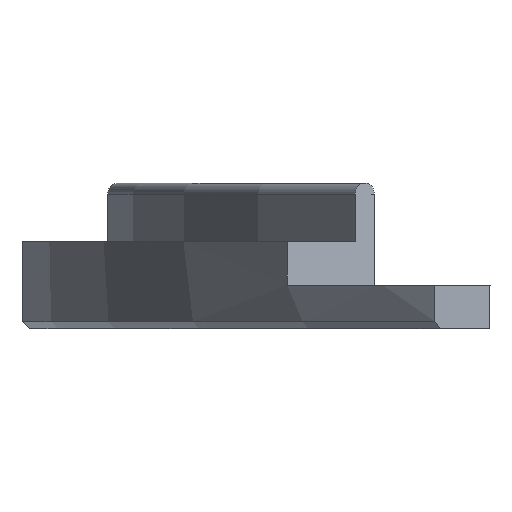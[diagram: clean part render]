
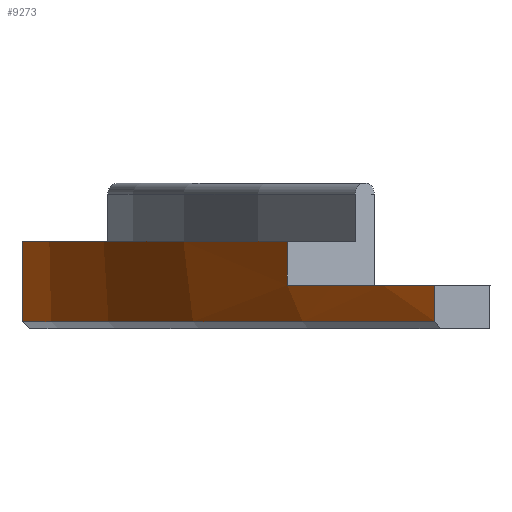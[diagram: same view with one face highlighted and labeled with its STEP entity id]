
A CAD part, left-side view. The second image highlights one B-rep face of the part: STEP entity #9273.
In plain terms, the highlighted cylindrical face has radius 180 mm (diameter 360 mm), a partial arc.
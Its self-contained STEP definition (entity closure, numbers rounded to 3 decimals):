
#45 = DIRECTION ( 'NONE',  ( 0., -1., 0. ) ) ;
#61 = CARTESIAN_POINT ( 'NONE',  ( 131.519, -22.779, 138.672 ) ) ;
#105 = CARTESIAN_POINT ( 'NONE',  ( 0., -145.672, 138.672 ) ) ;
#447 = CIRCLE ( 'NONE', #10938, 180. ) ;
#748 = DIRECTION ( 'NONE',  ( 0., 0., -1. ) ) ;
#849 = CARTESIAN_POINT ( 'NONE',  ( 0., -145.672, 143.672 ) ) ;
#965 = VERTEX_POINT ( 'NONE', #10913 ) ;
#1288 = CARTESIAN_POINT ( 'NONE',  ( 0., -145.672, 149.672 ) ) ;
#1374 = CARTESIAN_POINT ( 'NONE',  ( 0., -145.672, 137.672 ) ) ;
#1549 = ORIENTED_EDGE ( 'NONE', *, *, #1794, .F. ) ;
#1573 = EDGE_CURVE ( 'NONE', #10650, #10844, #9884, .T. ) ;
#1773 = VERTEX_POINT ( 'NONE', #9291 ) ;
#1794 = EDGE_CURVE ( 'NONE', #965, #10844, #7579, .T. ) ;
#2318 = DIRECTION ( 'NONE',  ( 0., 0., -1. ) ) ;
#2408 = DIRECTION ( 'NONE',  ( 0., -1., 0. ) ) ;
#3117 = AXIS2_PLACEMENT_3D ( 'NONE', #6652, #9586, #45 ) ;
#3238 = AXIS2_PLACEMENT_3D ( 'NONE', #1374, #5969, #2408 ) ;
#3312 = CIRCLE ( 'NONE', #3117, 180. ) ;
#3335 = CYLINDRICAL_SURFACE ( 'NONE', #3238, 180. ) ;
#3389 = CARTESIAN_POINT ( 'NONE',  ( -131.519, -22.779, 143.672 ) ) ;
#3461 = ORIENTED_EDGE ( 'NONE', *, *, #11858, .F. ) ;
#3579 = EDGE_LOOP ( 'NONE', ( #6123, #9983, #5110, #3461, #11707, #1549, #10559, #3706 ) ) ;
#3595 = CIRCLE ( 'NONE', #4376, 180. ) ;
#3661 = DIRECTION ( 'NONE',  ( 0., 0., 1. ) ) ;
#3706 = ORIENTED_EDGE ( 'NONE', *, *, #8598, .T. ) ;
#3746 = EDGE_CURVE ( 'NONE', #6900, #1773, #447, .T. ) ;
#4000 = VERTEX_POINT ( 'NONE', #4381 ) ;
#4159 = DIRECTION ( 'NONE',  ( 0., 1., 0. ) ) ;
#4290 = CARTESIAN_POINT ( 'NONE',  ( -131.519, -22.779, 157.672 ) ) ;
#4376 = AXIS2_PLACEMENT_3D ( 'NONE', #1288, #11686, #4159 ) ;
#4381 = CARTESIAN_POINT ( 'NONE',  ( 109.121, -2.519, 149.672 ) ) ;
#4824 = DIRECTION ( 'NONE',  ( 0., 1., 0. ) ) ;
#4941 = EDGE_CURVE ( 'NONE', #965, #4000, #3595, .T. ) ;
#5110 = ORIENTED_EDGE ( 'NONE', *, *, #3746, .T. ) ;
#5413 = CARTESIAN_POINT ( 'NONE',  ( 131.519, -22.779, 157.672 ) ) ;
#5632 = CARTESIAN_POINT ( 'NONE',  ( -109.121, -2.519, 149.672 ) ) ;
#5765 = CARTESIAN_POINT ( 'NONE',  ( 109.121, -2.519, 143.672 ) ) ;
#5789 = CARTESIAN_POINT ( 'NONE',  ( 131.519, -22.779, 143.672 ) ) ;
#5969 = DIRECTION ( 'NONE',  ( 0., 0., 1. ) ) ;
#6123 = ORIENTED_EDGE ( 'NONE', *, *, #6124, .F. ) ;
#6124 = EDGE_CURVE ( 'NONE', #8281, #6814, #3312, .T. ) ;
#6127 = LINE ( 'NONE', #4290, #10483 ) ;
#6182 = AXIS2_PLACEMENT_3D ( 'NONE', #849, #9968, #7098 ) ;
#6652 = CARTESIAN_POINT ( 'NONE',  ( 0., -145.672, 143.672 ) ) ;
#6727 = CARTESIAN_POINT ( 'NONE',  ( -109.121, -2.519, 143.672 ) ) ;
#6814 = VERTEX_POINT ( 'NONE', #5765 ) ;
#6900 = VERTEX_POINT ( 'NONE', #61 ) ;
#6960 = VECTOR ( 'NONE', #748, 1000. ) ;
#7027 = CARTESIAN_POINT ( 'NONE',  ( 109.121, -2.519, 149.672 ) ) ;
#7098 = DIRECTION ( 'NONE',  ( 0., 1., 0. ) ) ;
#7579 = LINE ( 'NONE', #5632, #10955 ) ;
#8281 = VERTEX_POINT ( 'NONE', #5789 ) ;
#8598 = EDGE_CURVE ( 'NONE', #4000, #6814, #9771, .T. ) ;
#8750 = DIRECTION ( 'NONE',  ( 0., 0., -1. ) ) ;
#9273 = ADVANCED_FACE ( 'NONE', ( #9745 ), #3335, .T. ) ;
#9291 = CARTESIAN_POINT ( 'NONE',  ( -131.519, -22.779, 138.672 ) ) ;
#9346 = EDGE_CURVE ( 'NONE', #8281, #6900, #11891, .T. ) ;
#9586 = DIRECTION ( 'NONE',  ( 0., 0., 1. ) ) ;
#9745 = FACE_OUTER_BOUND ( 'NONE', #3579, .T. ) ;
#9771 = LINE ( 'NONE', #7027, #10455 ) ;
#9884 = CIRCLE ( 'NONE', #6182, 180. ) ;
#9968 = DIRECTION ( 'NONE',  ( 0., 0., -1. ) ) ;
#9983 = ORIENTED_EDGE ( 'NONE', *, *, #9346, .T. ) ;
#10455 = VECTOR ( 'NONE', #2318, 1000. ) ;
#10483 = VECTOR ( 'NONE', #8750, 1000. ) ;
#10559 = ORIENTED_EDGE ( 'NONE', *, *, #4941, .T. ) ;
#10650 = VERTEX_POINT ( 'NONE', #3389 ) ;
#10844 = VERTEX_POINT ( 'NONE', #6727 ) ;
#10913 = CARTESIAN_POINT ( 'NONE',  ( -109.121, -2.519, 149.672 ) ) ;
#10938 = AXIS2_PLACEMENT_3D ( 'NONE', #105, #3661, #4824 ) ;
#10955 = VECTOR ( 'NONE', #11128, 1000. ) ;
#11128 = DIRECTION ( 'NONE',  ( 0., 0., -1. ) ) ;
#11686 = DIRECTION ( 'NONE',  ( 0., 0., -1. ) ) ;
#11707 = ORIENTED_EDGE ( 'NONE', *, *, #1573, .T. ) ;
#11858 = EDGE_CURVE ( 'NONE', #10650, #1773, #6127, .T. ) ;
#11891 = LINE ( 'NONE', #5413, #6960 ) ;
